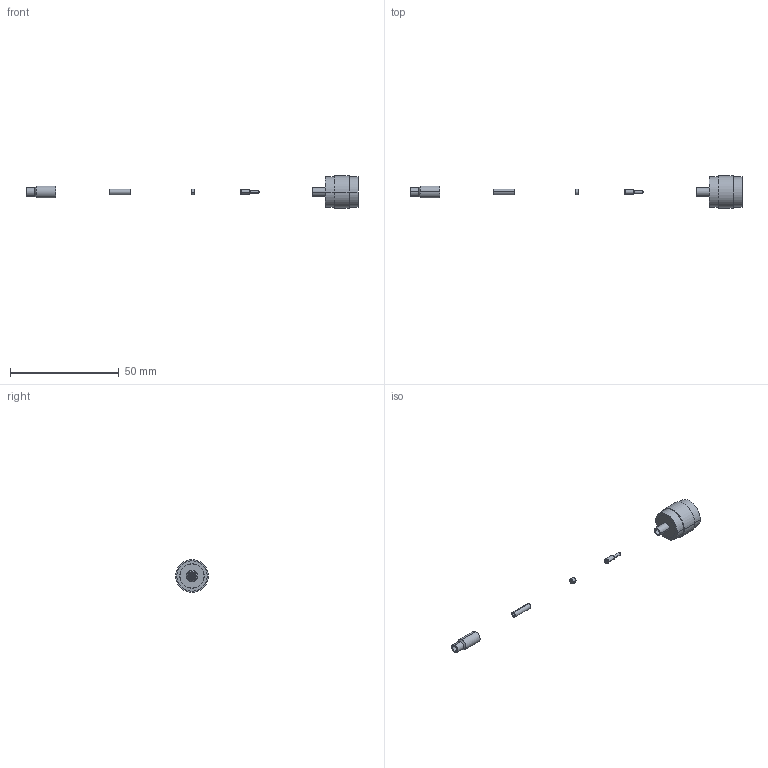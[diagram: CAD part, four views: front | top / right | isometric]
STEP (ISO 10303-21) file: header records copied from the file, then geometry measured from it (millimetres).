
FILE_DESCRIPTION (( 'STEP AP214' ), '1' );
FILE_NAME ('BAC531.STEP', '2009-03-30T18:31:57', ( ' ' ), ( ' ' ), 'SwSTEP 2.0', 'SolidWorks 2008', '' );
FILE_SCHEMA (( 'AUTOMOTIVE_DESIGN' ));
Length unit declared in the file: inch
Products named in the file (6): BAC531-MA1; BAC531-MA3; BAC531-MA2; BAC531-MA4; BAC531
Assembly tree (5 placements, depth 2):
  BAC531
    BAC531-MA1
    BAC531-MA2
    BAC531-MA4
    BAC531-MA3
    BAC531
Bounding box: 152.88 x 15 x 15 mm (x, y, z)
Volume: 1918.7 mm3; surface area: 3100.3 mm2
Topology: 5 solids, 5 shells, 170 faces, 364 edges, 216 vertices
Faces by surface type: cylinder 72, cone 52, plane 46
Entity records: 5754 total; most frequent: DIRECTION 912, CARTESIAN_POINT 758, ORIENTED_EDGE 728, AXIS2_PLACEMENT_3D 370, EDGE_CURVE 364, VERTEX_POINT 216, CIRCLE 192, EDGE_LOOP 190
